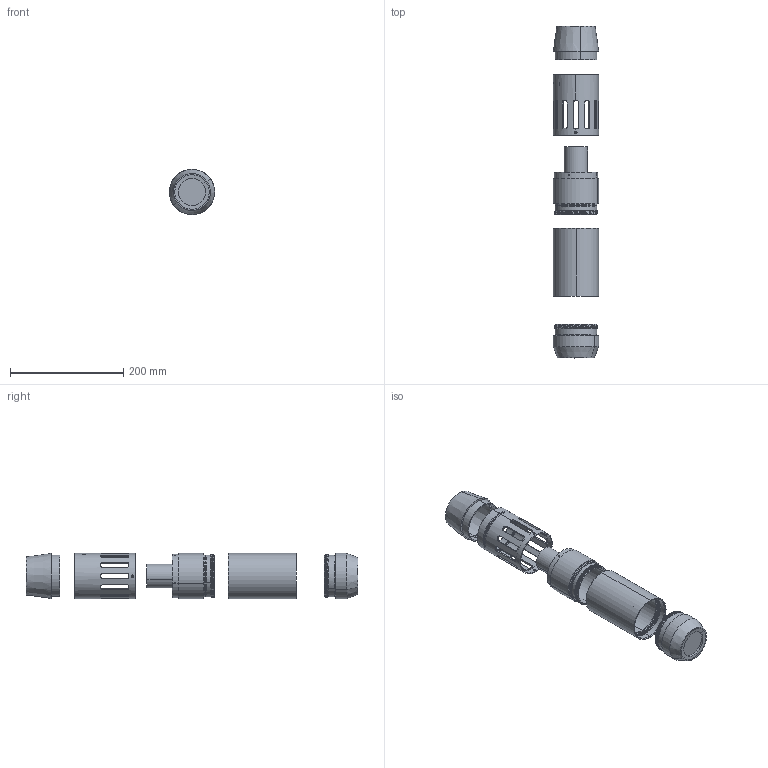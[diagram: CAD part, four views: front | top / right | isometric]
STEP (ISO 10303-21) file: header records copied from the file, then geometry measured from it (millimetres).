
FILE_DESCRIPTION (( 'STEP AP214' ), '1' );
FILE_NAME ('UWSC_V2_KIT.STEP', '2025-04-17T17:38:08', ( '' ), ( '' ), 'SwSTEP 2.0', 'SolidWorks 2025', '' );
FILE_SCHEMA (( 'AUTOMOTIVE_DESIGN' ));
Length unit declared in the file: millimetre
Products named in the file (7): UWSC_V2_TOP; UWSC_V2_TOP_GLASS; UWSC_V2_BODY; UWSC_V2_MOTOR_3; UWSC_V2_MOTOR_1; UWSC_V2_MOTOR_2; UWSC_V2_KIT
Assembly tree (6 placements, depth 2):
  UWSC_V2_KIT
    UWSC_V2_BODY
    UWSC_V2_MOTOR_1
    UWSC_V2_MOTOR_2
    UWSC_V2_TOP
    UWSC_V2_MOTOR_3
    UWSC_V2_TOP_GLASS
Bounding box: 80 x 585.98 x 80 mm (x, y, z)
Volume: 384752 mm3; surface area: 229479.8 mm2
Topology: 6 solids, 6 shells, 340 faces, 901 edges, 583 vertices
Faces by surface type: cylinder 181, plane 108, cone 24, bspline 23, torus 4
Entity records: 20681 total; most frequent: CARTESIAN_POINT 12484, ORIENTED_EDGE 1802, DIRECTION 1498, EDGE_CURVE 901, VERTEX_POINT 583, AXIS2_PLACEMENT_3D 545, LINE 408, VECTOR 408
